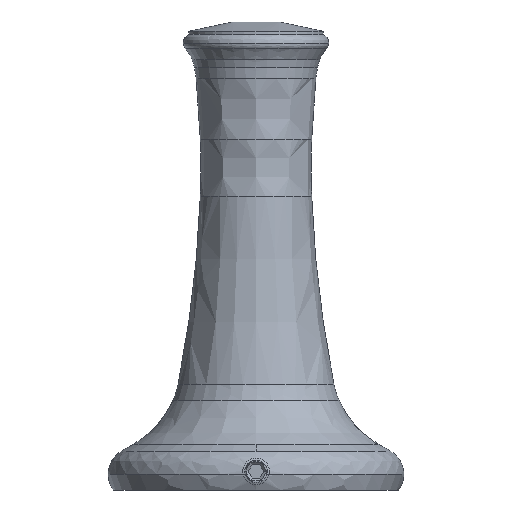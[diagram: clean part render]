
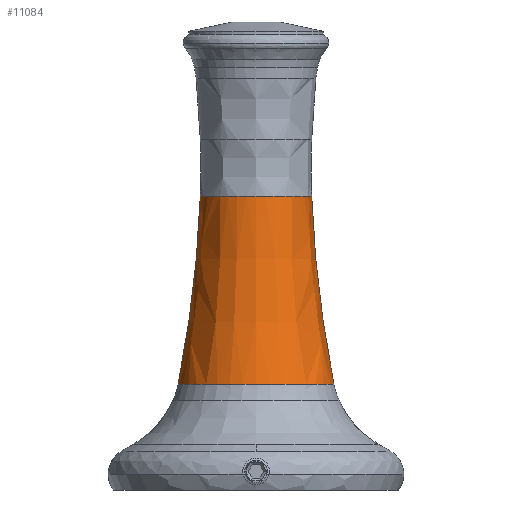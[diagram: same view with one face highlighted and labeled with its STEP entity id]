
A CAD part, front view. The second image highlights one B-rep face of the part: STEP entity #11084.
In plain terms, the highlighted free-form (B-spline) face has degree [3, 3] with [4, 4] control points.
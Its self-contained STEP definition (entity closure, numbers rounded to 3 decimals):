
#174 = CIRCLE ( 'NONE', #8248, 10.454 ) ;
#470 = CARTESIAN_POINT ( 'NONE',  ( -10.454, 55.125, 20.907 ) ) ;
#603 = CARTESIAN_POINT ( 'NONE',  ( 14.625, 19.88, 29.251 ) ) ;
#671 = CARTESIAN_POINT ( 'NONE',  ( -12.293, 31.504, 0. ) ) ;
#897 = EDGE_CURVE ( 'NONE', #2681, #5934, #4687, .T. ) ;
#1273 = CIRCLE ( 'NONE', #12456, 221.56 ) ;
#1396 = DIRECTION ( 'NONE',  ( -1., 0., 0. ) ) ;
#1415 = CARTESIAN_POINT ( 'NONE',  ( 10.454, 55.125, 0. ) ) ;
#1425 = ORIENTED_EDGE ( 'NONE', *, *, #7254, .F. ) ;
#1739 = DIRECTION ( 'NONE',  ( 0., 0., -1. ) ) ;
#2497 = CARTESIAN_POINT ( 'NONE',  ( 0., 19.88, 0. ) ) ;
#2681 = VERTEX_POINT ( 'NONE', #2734 ) ;
#2734 = CARTESIAN_POINT ( 'NONE',  ( -10.454, 55.125, 0. ) ) ;
#2855 = CARTESIAN_POINT ( 'NONE',  ( 12.293, 31.504, 0. ) ) ;
#3548 = CARTESIAN_POINT ( 'NONE',  ( -10.454, 55.125, 0. ) ) ;
#3655 = DIRECTION ( 'NONE',  ( -1., 0., 0. ) ) ;
#3669 = CARTESIAN_POINT ( 'NONE',  ( 14.625, 19.88, 0. ) ) ;
#3976 = EDGE_CURVE ( 'NONE', #2681, #8258, #174, .T. ) ;
#4576 = FACE_OUTER_BOUND ( 'NONE', #6004, .T. ) ;
#4615 = CARTESIAN_POINT ( 'NONE',  ( 0., 19.88, 0. ) ) ;
#4641 = CARTESIAN_POINT ( 'NONE',  ( 10.9, 43.278, 21.799 ) ) ;
#4687 = CIRCLE ( 'NONE', #12376, 221.56 ) ;
#4838 = ORIENTED_EDGE ( 'NONE', *, *, #6484, .F. ) ;
#4907 = CARTESIAN_POINT ( 'NONE',  ( -14.625, 19.88, 0. ) ) ;
#5112 = VERTEX_POINT ( 'NONE', #13567 ) ;
#5355 = DIRECTION ( 'NONE',  ( 0., 0., 1. ) ) ;
#5402 = CIRCLE ( 'NONE', #12651, 14.625 ) ;
#5600 = CARTESIAN_POINT ( 'NONE',  ( -14.625, 19.88, 0. ) ) ;
#5864 = VERTEX_POINT ( 'NONE', #3669 ) ;
#5934 = VERTEX_POINT ( 'NONE', #5600 ) ;
#6004 = EDGE_LOOP ( 'NONE', ( #1425, #10779, #12678, #4838, #12558 ) ) ;
#6388 = CARTESIAN_POINT ( 'NONE',  ( 231.857, 63.461, 0. ) ) ;
#6484 = EDGE_CURVE ( 'NONE', #5112, #5934, #5402, .T. ) ;
#7114 = CARTESIAN_POINT ( 'NONE',  ( -14.625, 19.88, 29.251 ) ) ;
#7235 = CIRCLE ( 'NONE', #11624, 14.625 ) ;
#7254 = EDGE_CURVE ( 'NONE', #8258, #5864, #1273, .T. ) ;
#7728 = CARTESIAN_POINT ( 'NONE',  ( 10.454, 55.125, 20.907 ) ) ;
#7867 = DIRECTION ( 'NONE',  ( -1., 0., 0. ) ) ;
#7896 =( BOUNDED_SURFACE ( )  B_SPLINE_SURFACE ( 3, 3, ( 
 ( #12967, #7728, #470, #3548 ),
 ( #10902, #4641, #8822, #9154 ),
 ( #2855, #10198, #8952, #671 ),
 ( #12190, #603, #7114, #4907 ) ),
 .UNSPECIFIED., .F., .F., .F. ) 
 B_SPLINE_SURFACE_WITH_KNOTS ( ( 4, 4 ),
 ( 4, 4 ),
 ( 0., 1. ),
 ( 0., 1. ),
 .UNSPECIFIED. ) 
 GEOMETRIC_REPRESENTATION_ITEM ( )  RATIONAL_B_SPLINE_SURFACE ( (
 ( 1., 0.333, 0.333, 1.),
 ( 0.998, 0.333, 0.333, 0.998),
 ( 0.998, 0.333, 0.333, 0.998),
 ( 1., 0.333, 0.333, 1.) ) ) 
 REPRESENTATION_ITEM ( '' )  SURFACE ( )  );
#8053 = DIRECTION ( 'NONE',  ( -1., 0., 0. ) ) ;
#8248 = AXIS2_PLACEMENT_3D ( 'NONE', #11168, #8960, #7867 ) ;
#8258 = VERTEX_POINT ( 'NONE', #1415 ) ;
#8822 = CARTESIAN_POINT ( 'NONE',  ( -10.9, 43.278, 21.799 ) ) ;
#8952 = CARTESIAN_POINT ( 'NONE',  ( -12.293, 31.504, 24.587 ) ) ;
#8960 = DIRECTION ( 'NONE',  ( 0., 1., 0. ) ) ;
#9154 = CARTESIAN_POINT ( 'NONE',  ( -10.9, 43.278, 0. ) ) ;
#10180 = CARTESIAN_POINT ( 'NONE',  ( -231.857, 63.461, 0. ) ) ;
#10198 = CARTESIAN_POINT ( 'NONE',  ( 12.293, 31.504, 24.587 ) ) ;
#10515 = DIRECTION ( 'NONE',  ( 1., 0., 0. ) ) ;
#10779 = ORIENTED_EDGE ( 'NONE', *, *, #3976, .F. ) ;
#10881 = DIRECTION ( 'NONE',  ( 0., -1., 0. ) ) ;
#10902 = CARTESIAN_POINT ( 'NONE',  ( 10.9, 43.278, 0. ) ) ;
#11084 = ADVANCED_FACE ( 'NONE', ( #4576 ), #7896, .F. ) ;
#11118 = DIRECTION ( 'NONE',  ( 0., -1., 0. ) ) ;
#11168 = CARTESIAN_POINT ( 'NONE',  ( 0., 55.125, 0. ) ) ;
#11624 = AXIS2_PLACEMENT_3D ( 'NONE', #4615, #11118, #1396 ) ;
#11899 = EDGE_CURVE ( 'NONE', #5864, #5112, #7235, .T. ) ;
#12190 = CARTESIAN_POINT ( 'NONE',  ( 14.625, 19.88, 0. ) ) ;
#12376 = AXIS2_PLACEMENT_3D ( 'NONE', #10180, #1739, #8053 ) ;
#12456 = AXIS2_PLACEMENT_3D ( 'NONE', #6388, #5355, #10515 ) ;
#12558 = ORIENTED_EDGE ( 'NONE', *, *, #11899, .F. ) ;
#12651 = AXIS2_PLACEMENT_3D ( 'NONE', #2497, #10881, #3655 ) ;
#12678 = ORIENTED_EDGE ( 'NONE', *, *, #897, .T. ) ;
#12967 = CARTESIAN_POINT ( 'NONE',  ( 10.454, 55.125, 0. ) ) ;
#13567 = CARTESIAN_POINT ( 'NONE',  ( -14.625, 19.88, 0.146 ) ) ;
